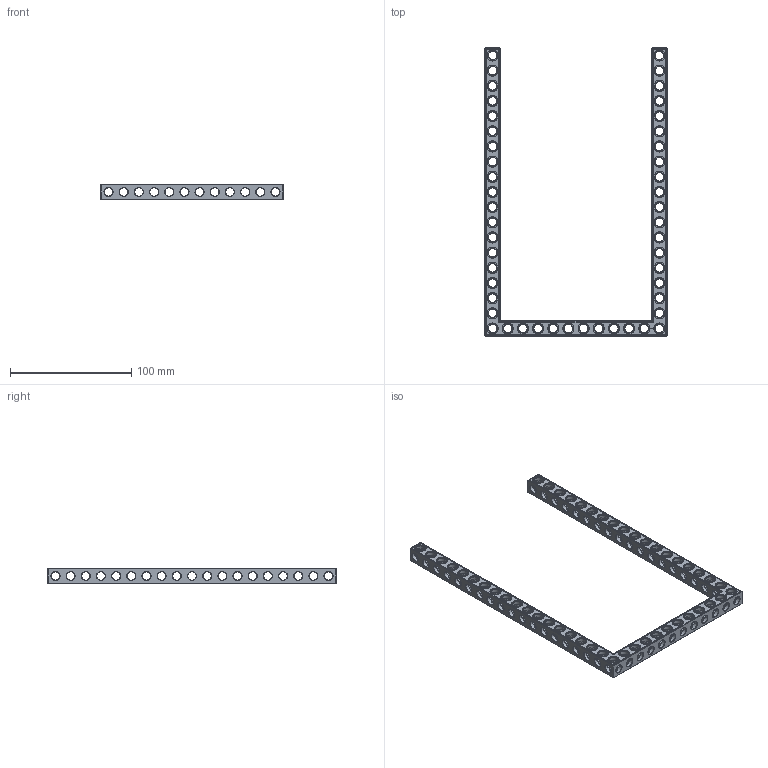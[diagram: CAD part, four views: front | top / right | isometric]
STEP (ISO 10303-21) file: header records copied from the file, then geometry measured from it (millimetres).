
FILE_DESCRIPTION(('FreeCAD Model'),'2;1');
FILE_NAME('Open CASCADE Shape Model','2022-02-26T16:10:06',('Author'),( ''),'Open CASCADE STEP processor 7.5','FreeCAD','Unknown');
FILE_SCHEMA(('AUTOMOTIVE_DESIGN { 1 0 10303 214 1 1 1 1 }'));
Products named in the file (1): Beam AGD ESS USH SYM BU12x19x01 - SPN-BEM-0497 (stemfie.org)
Bounding box: 150 x 237.5 x 12.5 mm (x, y, z)
Volume: 46908.7 mm3; surface area: 41825 mm2
Topology: 1 solids, 1 shells, 1045 faces, 3226 edges, 2073 vertices
Faces by surface type: plane 428, cylinder 289, cone 194, extrusion 134
Full cylindrical faces by diameter (mm): 6.98 x40, 7 x201, 9.2 x48
Entity records: 267404 total; most frequent: CARTESIAN_POINT 207470, DIRECTION 9730, ORIENTED_EDGE 6452, PCURVE 6452, DEFINITIONAL_REPRESENTATION 6452, VECTOR 5802, LINE 5668, EDGE_CURVE 3226
